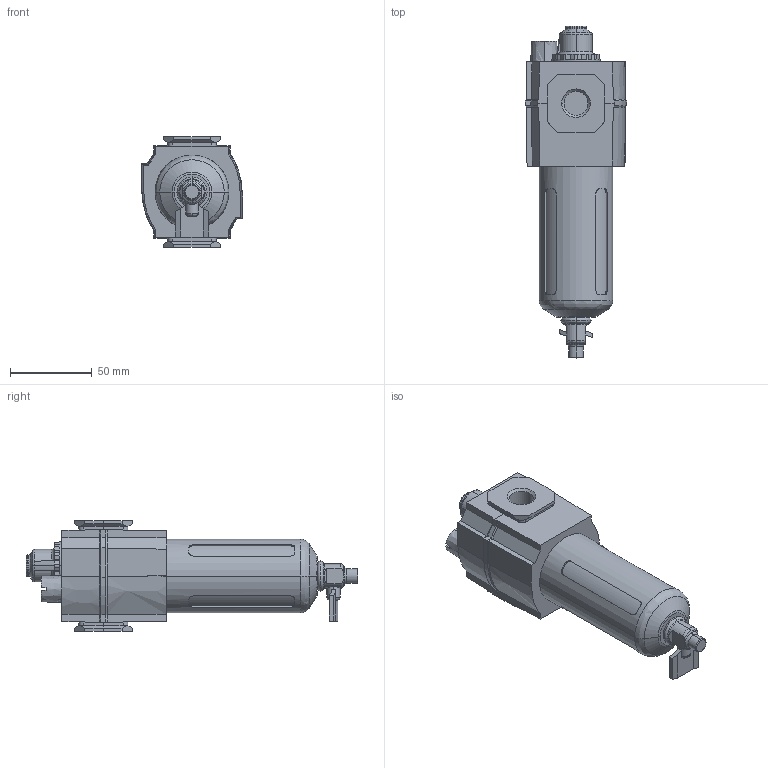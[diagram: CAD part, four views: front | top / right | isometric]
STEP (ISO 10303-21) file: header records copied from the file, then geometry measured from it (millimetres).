
FILE_DESCRIPTION (( 'STEP AP214' ), '1' );
FILE_NAME ('Norgren-L73C-3AP-QPN.step', '2019-03-03T16:40:23', ( '' ), ( '' ), 'SwSTEP 2.0', 'SolidWorks 2019', '' );
FILE_SCHEMA (( 'AUTOMOTIVE_DESIGN' ));
Length unit declared in the file: millimetre
Products named in the file (8): Norgren-L73C-3AP-QPN_L73MC_ss_59; Norgren-L73C-3AP-QPN_LMC_73p_Q; Norgren-L73C-3AP-QPN_L73MC_ss_73; Norgren-L73C-3AP-QPN_L73MC_ss_14; Norgren-L73C-3AP-QPN; Norgren-L73C-3AP-QPN_LMC_73-3_w; Norgren-L73C-3AP-QPN_L73MC_ss_25; Norgren-L73C-3AP-QPN_L73MC_ss_03
Assembly tree (7 placements, depth 3):
  Norgren-L73C-3AP-QPN
    Norgren-L73C-3AP-QPN_LMC_73p_Q
      Norgren-L73C-3AP-QPN_L73MC_ss_25
      Norgren-L73C-3AP-QPN_L73MC_ss_03
    Norgren-L73C-3AP-QPN_LMC_73-3_w
      Norgren-L73C-3AP-QPN_L73MC_ss_59
      Norgren-L73C-3AP-QPN_L73MC_ss_14
    Norgren-L73C-3AP-QPN_L73MC_ss_73
Bounding box: 62.3 x 203.5 x 68 mm (x, y, z)
Volume: 236023.5 mm3; surface area: 57678.3 mm2
Topology: 5 solids, 5 shells, 356 faces, 889 edges, 556 vertices
Faces by surface type: plane 200, cylinder 85, bspline 57, torus 12, cone 2
Entity records: 15503 total; most frequent: CARTESIAN_POINT 4682, ORIENTED_EDGE 1778, DIRECTION 1642, EDGE_CURVE 889, VERTEX_POINT 556, VECTOR 552, LINE 552, AXIS2_PLACEMENT_3D 545
